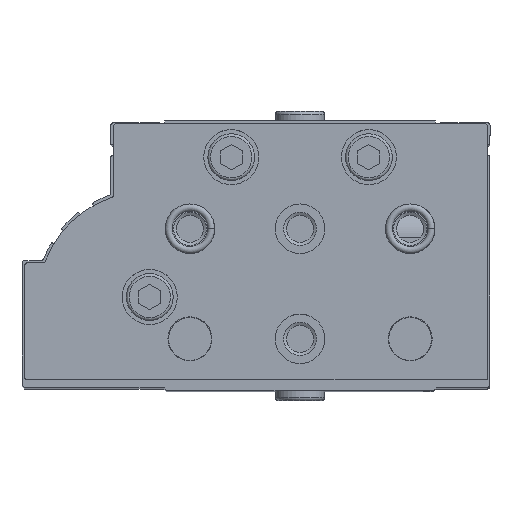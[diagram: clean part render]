
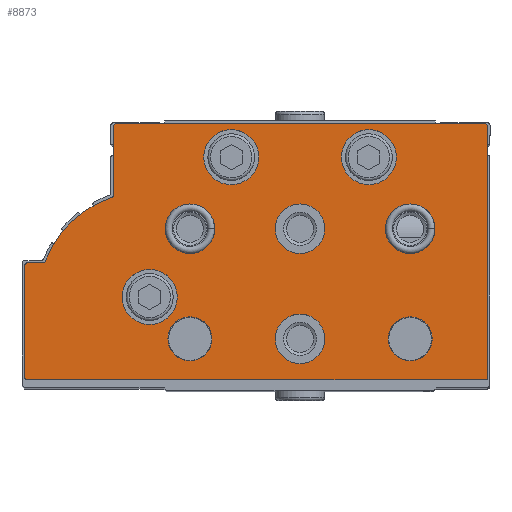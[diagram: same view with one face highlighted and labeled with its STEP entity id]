
A CAD part, top view. The second image highlights one B-rep face of the part: STEP entity #8873.
In plain terms, the highlighted face is planar.
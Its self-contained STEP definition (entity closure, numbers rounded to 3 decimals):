
#909=LINE('',#15016,#1624);
#911=LINE('',#15020,#1626);
#914=LINE('',#15028,#1629);
#917=LINE('',#15036,#1632);
#922=LINE('',#15052,#1637);
#925=LINE('',#15060,#1640);
#1624=VECTOR('',#12156,1000.);
#1626=VECTOR('',#12160,1000.);
#1629=VECTOR('',#12169,1000.);
#1632=VECTOR('',#12178,1000.);
#1637=VECTOR('',#12197,1000.);
#1640=VECTOR('',#12206,1000.);
#3501=ORIENTED_EDGE('',*,*,#5116,.T.);
#3502=ORIENTED_EDGE('',*,*,#5117,.T.);
#3503=ORIENTED_EDGE('',*,*,#5118,.T.);
#3504=ORIENTED_EDGE('',*,*,#5119,.T.);
#3505=ORIENTED_EDGE('',*,*,#5120,.T.);
#3506=ORIENTED_EDGE('',*,*,#5121,.T.);
#3507=ORIENTED_EDGE('',*,*,#5122,.T.);
#3508=ORIENTED_EDGE('',*,*,#5123,.T.);
#3509=ORIENTED_EDGE('',*,*,#5124,.T.);
#3510=ORIENTED_EDGE('',*,*,#5089,.F.);
#3511=ORIENTED_EDGE('',*,*,#5114,.F.);
#3512=ORIENTED_EDGE('',*,*,#5112,.F.);
#3513=ORIENTED_EDGE('',*,*,#5110,.F.);
#3514=ORIENTED_EDGE('',*,*,#5108,.T.);
#3515=ORIENTED_EDGE('',*,*,#5106,.F.);
#3516=ORIENTED_EDGE('',*,*,#5104,.T.);
#3517=ORIENTED_EDGE('',*,*,#5102,.F.);
#3518=ORIENTED_EDGE('',*,*,#5100,.F.);
#3519=ORIENTED_EDGE('',*,*,#5098,.F.);
#3520=ORIENTED_EDGE('',*,*,#5096,.F.);
#3521=ORIENTED_EDGE('',*,*,#5094,.F.);
#3522=ORIENTED_EDGE('',*,*,#5092,.F.);
#5089=EDGE_CURVE('',#6073,#6074,#6590,.T.);
#5092=EDGE_CURVE('',#6074,#6075,#909,.T.);
#5094=EDGE_CURVE('',#6075,#6076,#911,.T.);
#5096=EDGE_CURVE('',#6076,#6077,#6591,.T.);
#5098=EDGE_CURVE('',#6077,#6078,#914,.T.);
#5100=EDGE_CURVE('',#6078,#6079,#6592,.T.);
#5102=EDGE_CURVE('',#6079,#6080,#917,.T.);
#5104=EDGE_CURVE('',#6081,#6080,#6593,.T.);
#5106=EDGE_CURVE('',#6081,#6082,#6594,.T.);
#5108=EDGE_CURVE('',#6083,#6082,#6595,.T.);
#5110=EDGE_CURVE('',#6083,#6084,#922,.T.);
#5112=EDGE_CURVE('',#6084,#6085,#6596,.T.);
#5114=EDGE_CURVE('',#6085,#6073,#925,.T.);
#5116=EDGE_CURVE('',#6086,#6086,#6597,.T.);
#5117=EDGE_CURVE('',#6087,#6087,#6598,.T.);
#5118=EDGE_CURVE('',#6088,#6088,#6599,.T.);
#5119=EDGE_CURVE('',#6089,#6089,#6600,.T.);
#5120=EDGE_CURVE('',#6090,#6090,#6601,.T.);
#5121=EDGE_CURVE('',#6091,#6091,#6602,.T.);
#5122=EDGE_CURVE('',#6092,#6092,#6603,.T.);
#5123=EDGE_CURVE('',#6093,#6093,#6604,.T.);
#5124=EDGE_CURVE('',#6094,#6094,#6605,.T.);
#6073=VERTEX_POINT('',#15011);
#6074=VERTEX_POINT('',#15012);
#6075=VERTEX_POINT('',#15017);
#6076=VERTEX_POINT('',#15021);
#6077=VERTEX_POINT('',#15025);
#6078=VERTEX_POINT('',#15029);
#6079=VERTEX_POINT('',#15033);
#6080=VERTEX_POINT('',#15037);
#6081=VERTEX_POINT('',#15041);
#6082=VERTEX_POINT('',#15045);
#6083=VERTEX_POINT('',#15049);
#6084=VERTEX_POINT('',#15053);
#6085=VERTEX_POINT('',#15057);
#6086=VERTEX_POINT('',#15064);
#6087=VERTEX_POINT('',#15066);
#6088=VERTEX_POINT('',#15068);
#6089=VERTEX_POINT('',#15070);
#6090=VERTEX_POINT('',#15072);
#6091=VERTEX_POINT('',#15074);
#6092=VERTEX_POINT('',#15076);
#6093=VERTEX_POINT('',#15078);
#6094=VERTEX_POINT('',#15080);
#6590=CIRCLE('',#9941,0.5);
#6591=CIRCLE('',#9945,0.5);
#6592=CIRCLE('',#9948,0.5);
#6593=CIRCLE('',#9951,0.5);
#6594=CIRCLE('',#9953,19.5);
#6595=CIRCLE('',#9955,0.5);
#6596=CIRCLE('',#9958,0.5);
#6597=CIRCLE('',#9961,5.);
#6598=CIRCLE('',#9962,5.);
#6599=CIRCLE('',#9963,5.);
#6600=CIRCLE('',#9964,4.5);
#6601=CIRCLE('',#9965,4.5);
#6602=CIRCLE('',#9966,4.5);
#6603=CIRCLE('',#9967,4.5);
#6604=CIRCLE('',#9968,4.);
#6605=CIRCLE('',#9969,4.);
#7195=EDGE_LOOP('',(#3501));
#7196=EDGE_LOOP('',(#3502));
#7197=EDGE_LOOP('',(#3503));
#7198=EDGE_LOOP('',(#3504));
#7199=EDGE_LOOP('',(#3505));
#7200=EDGE_LOOP('',(#3506));
#7201=EDGE_LOOP('',(#3507));
#7202=EDGE_LOOP('',(#3508));
#7203=EDGE_LOOP('',(#3509));
#7204=EDGE_LOOP('',(#3510,#3511,#3512,#3513,#3514,#3515,#3516,#3517,#3518,
#3519,#3520,#3521,#3522));
#7960=FACE_BOUND('',#7195,.T.);
#7961=FACE_BOUND('',#7196,.T.);
#7962=FACE_BOUND('',#7197,.T.);
#7963=FACE_BOUND('',#7198,.T.);
#7964=FACE_BOUND('',#7199,.T.);
#7965=FACE_BOUND('',#7200,.T.);
#7966=FACE_BOUND('',#7201,.T.);
#7967=FACE_BOUND('',#7202,.T.);
#7968=FACE_BOUND('',#7203,.T.);
#7969=FACE_BOUND('',#7204,.T.);
#8430=PLANE('',#9960);
#8873=ADVANCED_FACE('',(#7960,#7961,#7962,#7963,#7964,#7965,#7966,#7967,
#7968,#7969),#8430,.F.);
#9941=AXIS2_PLACEMENT_3D('',#15010,#12150,#12151);
#9945=AXIS2_PLACEMENT_3D('',#15024,#12164,#12165);
#9948=AXIS2_PLACEMENT_3D('',#15032,#12173,#12174);
#9951=AXIS2_PLACEMENT_3D('',#15040,#12182,#12183);
#9953=AXIS2_PLACEMENT_3D('',#15044,#12187,#12188);
#9955=AXIS2_PLACEMENT_3D('',#15048,#12192,#12193);
#9958=AXIS2_PLACEMENT_3D('',#15056,#12201,#12202);
#9960=AXIS2_PLACEMENT_3D('',#15062,#12208,#12209);
#9961=AXIS2_PLACEMENT_3D('',#15063,#12210,#12211);
#9962=AXIS2_PLACEMENT_3D('',#15065,#12212,#12213);
#9963=AXIS2_PLACEMENT_3D('',#15067,#12214,#12215);
#9964=AXIS2_PLACEMENT_3D('',#15069,#12216,#12217);
#9965=AXIS2_PLACEMENT_3D('',#15071,#12218,#12219);
#9966=AXIS2_PLACEMENT_3D('',#15073,#12220,#12221);
#9967=AXIS2_PLACEMENT_3D('',#15075,#12222,#12223);
#9968=AXIS2_PLACEMENT_3D('',#15077,#12224,#12225);
#9969=AXIS2_PLACEMENT_3D('',#15079,#12226,#12227);
#12150=DIRECTION('',(0.,0.,1.));
#12151=DIRECTION('',(1.,0.,0.));
#12156=DIRECTION('',(0.,-1.,0.));
#12160=DIRECTION('',(1.,0.,0.));
#12164=DIRECTION('',(0.,0.,1.));
#12165=DIRECTION('',(1.,0.,0.));
#12169=DIRECTION('',(0.,1.,0.));
#12173=DIRECTION('',(0.,0.,1.));
#12174=DIRECTION('',(1.,0.,0.));
#12178=DIRECTION('',(-1.,0.,0.));
#12182=DIRECTION('',(0.,0.,1.));
#12183=DIRECTION('',(1.,0.,0.));
#12187=DIRECTION('',(0.,0.,1.));
#12188=DIRECTION('',(1.,0.,0.));
#12192=DIRECTION('',(0.,0.,1.));
#12193=DIRECTION('',(1.,0.,0.));
#12197=DIRECTION('',(0.,1.,0.));
#12201=DIRECTION('',(0.,0.,1.));
#12202=DIRECTION('',(1.,0.,0.));
#12206=DIRECTION('',(-1.,0.,0.));
#12208=DIRECTION('',(0.,0.,1.));
#12209=DIRECTION('',(1.,0.,0.));
#12210=DIRECTION('',(0.,0.,1.));
#12211=DIRECTION('',(1.,0.,0.));
#12212=DIRECTION('',(0.,0.,1.));
#12213=DIRECTION('',(1.,0.,0.));
#12214=DIRECTION('',(0.,0.,1.));
#12215=DIRECTION('',(1.,0.,0.));
#12216=DIRECTION('',(0.,0.,1.));
#12217=DIRECTION('',(1.,0.,0.));
#12218=DIRECTION('',(0.,0.,1.));
#12219=DIRECTION('',(1.,0.,0.));
#12220=DIRECTION('',(0.,0.,1.));
#12221=DIRECTION('',(1.,0.,0.));
#12222=DIRECTION('',(0.,0.,1.));
#12223=DIRECTION('',(1.,0.,0.));
#12224=DIRECTION('',(0.,0.,1.));
#12225=DIRECTION('',(1.,0.,0.));
#12226=DIRECTION('',(0.,0.,1.));
#12227=DIRECTION('',(1.,0.,0.));
#15010=CARTESIAN_POINT('',(0.5,46.,0.));
#15011=CARTESIAN_POINT('',(0.5,46.5,0.));
#15012=CARTESIAN_POINT('',(0.,46.,0.));
#15016=CARTESIAN_POINT('',(0.,46.,0.));
#15017=CARTESIAN_POINT('',(0.,0.,0.));
#15020=CARTESIAN_POINT('',(0.,0.,0.));
#15021=CARTESIAN_POINT('',(83.5,0.,0.));
#15024=CARTESIAN_POINT('',(83.5,0.5,0.));
#15025=CARTESIAN_POINT('',(84.,0.5,0.));
#15028=CARTESIAN_POINT('',(84.,0.5,0.));
#15029=CARTESIAN_POINT('',(84.,20.7,0.));
#15032=CARTESIAN_POINT('',(83.5,20.7,0.));
#15033=CARTESIAN_POINT('',(83.5,21.2,0.));
#15036=CARTESIAN_POINT('',(83.5,21.2,0.));
#15037=CARTESIAN_POINT('',(80.697,21.2,0.));
#15040=CARTESIAN_POINT('',(80.697,21.7,0.));
#15041=CARTESIAN_POINT('',(80.23,21.523,0.));
#15044=CARTESIAN_POINT('',(62.,14.6,0.));
#15045=CARTESIAN_POINT('',(68.191,33.091,0.));
#15048=CARTESIAN_POINT('',(68.35,33.565,0.));
#15049=CARTESIAN_POINT('',(67.85,33.565,0.));
#15052=CARTESIAN_POINT('',(67.85,33.565,0.));
#15053=CARTESIAN_POINT('',(67.85,46.,0.));
#15056=CARTESIAN_POINT('',(67.35,46.,0.));
#15057=CARTESIAN_POINT('',(67.35,46.5,0.));
#15060=CARTESIAN_POINT('',(67.35,46.5,0.));
#15062=CARTESIAN_POINT('',(0.5,46.,0.));
#15063=CARTESIAN_POINT('',(61.3,15.,0.));
#15064=CARTESIAN_POINT('',(66.3,15.,0.));
#15065=CARTESIAN_POINT('',(46.5,40.4,0.));
#15066=CARTESIAN_POINT('',(51.5,40.4,0.));
#15067=CARTESIAN_POINT('',(21.5,40.4,0.));
#15068=CARTESIAN_POINT('',(26.5,40.4,0.));
#15069=CARTESIAN_POINT('',(54.,27.4,0.));
#15070=CARTESIAN_POINT('',(58.5,27.4,0.));
#15071=CARTESIAN_POINT('',(34.,27.4,0.));
#15072=CARTESIAN_POINT('',(38.5,27.4,0.));
#15073=CARTESIAN_POINT('',(14.,27.4,0.));
#15074=CARTESIAN_POINT('',(18.5,27.4,0.));
#15075=CARTESIAN_POINT('',(34.,7.4,0.));
#15076=CARTESIAN_POINT('',(38.5,7.4,0.));
#15077=CARTESIAN_POINT('',(54.,7.4,0.));
#15078=CARTESIAN_POINT('',(58.,7.4,0.));
#15079=CARTESIAN_POINT('',(14.,7.4,0.));
#15080=CARTESIAN_POINT('',(18.,7.4,0.));
